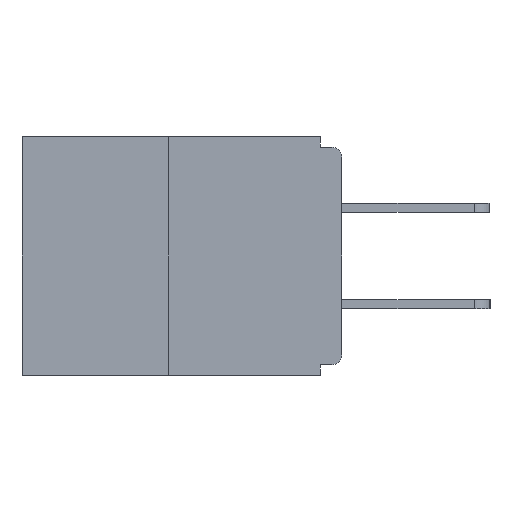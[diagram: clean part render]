
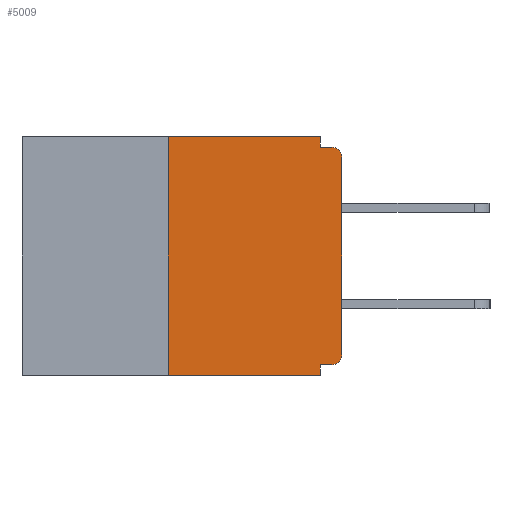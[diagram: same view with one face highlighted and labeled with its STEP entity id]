
A CAD part, left-side view. The second image highlights one B-rep face of the part: STEP entity #5009.
In plain terms, the highlighted planar face has unit normal (-1, 0, 0).
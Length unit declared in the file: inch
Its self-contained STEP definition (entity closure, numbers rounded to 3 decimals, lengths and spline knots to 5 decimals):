
#56 = VERTEX_POINT ( 'NONE', #9141 ) ;
#274 = ORIENTED_EDGE ( 'NONE', *, *, #2625, .T. ) ;
#294 = LINE ( 'NONE', #3708, #4552 ) ;
#346 = VERTEX_POINT ( 'NONE', #8733 ) ;
#747 = ORIENTED_EDGE ( 'NONE', *, *, #6781, .F. ) ;
#852 = VERTEX_POINT ( 'NONE', #7300 ) ;
#1216 = LINE ( 'NONE', #8091, #2354 ) ;
#1355 = CARTESIAN_POINT ( 'NONE',  ( 0., 0., -0.015 ) ) ;
#1567 = AXIS2_PLACEMENT_3D ( 'NONE', #9189, #3838, #10040 ) ;
#1617 = DIRECTION ( 'NONE',  ( 0., 0., -1. ) ) ;
#1759 = EDGE_CURVE ( 'NONE', #346, #5131, #1216, .T. ) ;
#2093 = VERTEX_POINT ( 'NONE', #2780 ) ;
#2298 = CARTESIAN_POINT ( 'NONE',  ( 0., 0.031, -0.015 ) ) ;
#2354 = VECTOR ( 'NONE', #5515, 39.37008 ) ;
#2452 = EDGE_CURVE ( 'NONE', #6400, #8571, #2795, .T. ) ;
#2578 = DIRECTION ( 'NONE',  ( 0., 0., 1. ) ) ;
#2618 = CARTESIAN_POINT ( 'NONE',  ( 0., 0.031, 0. ) ) ;
#2625 = EDGE_CURVE ( 'NONE', #6400, #5131, #4689, .T. ) ;
#2675 = CARTESIAN_POINT ( 'NONE',  ( 0., 0., -0.03 ) ) ;
#2780 = CARTESIAN_POINT ( 'NONE',  ( 0., 0.031, 0. ) ) ;
#2795 = LINE ( 'NONE', #9709, #9398 ) ;
#2950 = DIRECTION ( 'NONE',  ( 1., 0., 0. ) ) ;
#3086 = CARTESIAN_POINT ( 'NONE',  ( 0., 0.46, -0.343 ) ) ;
#3258 = CIRCLE ( 'NONE', #9564, 0.015 ) ;
#3335 = CIRCLE ( 'NONE', #1567, 0.015 ) ;
#3602 = VERTEX_POINT ( 'NONE', #8902 ) ;
#3708 = CARTESIAN_POINT ( 'NONE',  ( 0., 0.46, 0. ) ) ;
#3777 = CARTESIAN_POINT ( 'NONE',  ( 0., 0.46, 0. ) ) ;
#3838 = DIRECTION ( 'NONE',  ( -1., 0., 0. ) ) ;
#4041 = ORIENTED_EDGE ( 'NONE', *, *, #1759, .F. ) ;
#4056 = CARTESIAN_POINT ( 'NONE',  ( 0., 0.25, 0. ) ) ;
#4552 = VECTOR ( 'NONE', #7382, 39.37008 ) ;
#4603 = LINE ( 'NONE', #8075, #5822 ) ;
#4689 = LINE ( 'NONE', #3086, #5867 ) ;
#4858 = DIRECTION ( 'NONE',  ( 0., -1., 0. ) ) ;
#4900 = FACE_OUTER_BOUND ( 'NONE', #6244, .T. ) ;
#4946 = ORIENTED_EDGE ( 'NONE', *, *, #7307, .F. ) ;
#5009 = ADVANCED_FACE ( 'NONE', ( #4900 ), #8367, .F. ) ;
#5124 = ORIENTED_EDGE ( 'NONE', *, *, #8150, .F. ) ;
#5131 = VERTEX_POINT ( 'NONE', #5668 ) ;
#5415 = DIRECTION ( 'NONE',  ( 0., -1., 0. ) ) ;
#5451 = DIRECTION ( 'NONE',  ( 0., 0., -1. ) ) ;
#5515 = DIRECTION ( 'NONE',  ( 0., 0., -1. ) ) ;
#5607 = ORIENTED_EDGE ( 'NONE', *, *, #7410, .T. ) ;
#5668 = CARTESIAN_POINT ( 'NONE',  ( 0., 0.031, -0.343 ) ) ;
#5820 = ORIENTED_EDGE ( 'NONE', *, *, #2452, .F. ) ;
#5822 = VECTOR ( 'NONE', #8196, 39.37008 ) ;
#5827 = EDGE_CURVE ( 'NONE', #56, #852, #3258, .T. ) ;
#5867 = VECTOR ( 'NONE', #5415, 39.37008 ) ;
#6244 = EDGE_LOOP ( 'NONE', ( #4946, #5820, #274, #4041, #6679, #6568, #5607, #7303, #5124, #747 ) ) ;
#6269 = DIRECTION ( 'NONE',  ( 0., 0., -1. ) ) ;
#6400 = VERTEX_POINT ( 'NONE', #9978 ) ;
#6470 = EDGE_CURVE ( 'NONE', #56, #346, #8251, .T. ) ;
#6568 = ORIENTED_EDGE ( 'NONE', *, *, #5827, .T. ) ;
#6679 = ORIENTED_EDGE ( 'NONE', *, *, #6470, .F. ) ;
#6781 = EDGE_CURVE ( 'NONE', #2093, #9813, #10614, .T. ) ;
#6928 = EDGE_CURVE ( 'NONE', #9568, #3602, #3335, .T. ) ;
#7151 = CARTESIAN_POINT ( 'NONE',  ( 0., 0., -0.328 ) ) ;
#7300 = CARTESIAN_POINT ( 'NONE',  ( 0., 0., -0.313 ) ) ;
#7303 = ORIENTED_EDGE ( 'NONE', *, *, #6928, .T. ) ;
#7307 = EDGE_CURVE ( 'NONE', #8571, #2093, #294, .T. ) ;
#7382 = DIRECTION ( 'NONE',  ( 0., -1., 0. ) ) ;
#7410 = EDGE_CURVE ( 'NONE', #852, #9568, #4603, .T. ) ;
#8075 = CARTESIAN_POINT ( 'NONE',  ( 0., 0., 0. ) ) ;
#8091 = CARTESIAN_POINT ( 'NONE',  ( 0., 0.031, -0.343 ) ) ;
#8150 = EDGE_CURVE ( 'NONE', #9813, #3602, #8156, .T. ) ;
#8156 = LINE ( 'NONE', #1355, #9585 ) ;
#8196 = DIRECTION ( 'NONE',  ( 0., 0., 1. ) ) ;
#8251 = LINE ( 'NONE', #7151, #9035 ) ;
#8272 = AXIS2_PLACEMENT_3D ( 'NONE', #3777, #2950, #5451 ) ;
#8367 = PLANE ( 'NONE',  #8272 ) ;
#8571 = VERTEX_POINT ( 'NONE', #4056 ) ;
#8733 = CARTESIAN_POINT ( 'NONE',  ( 0., 0.031, -0.328 ) ) ;
#8902 = CARTESIAN_POINT ( 'NONE',  ( 0., 0.015, -0.015 ) ) ;
#9035 = VECTOR ( 'NONE', #10664, 39.37008 ) ;
#9141 = CARTESIAN_POINT ( 'NONE',  ( 0., 0.015, -0.328 ) ) ;
#9189 = CARTESIAN_POINT ( 'NONE',  ( 0., 0.015, -0.03 ) ) ;
#9349 = DIRECTION ( 'NONE',  ( -1., 0., 0. ) ) ;
#9398 = VECTOR ( 'NONE', #2578, 39.37008 ) ;
#9564 = AXIS2_PLACEMENT_3D ( 'NONE', #11077, #9349, #1617 ) ;
#9568 = VERTEX_POINT ( 'NONE', #2675 ) ;
#9585 = VECTOR ( 'NONE', #4858, 39.37008 ) ;
#9709 = CARTESIAN_POINT ( 'NONE',  ( 0., 0.25, 0. ) ) ;
#9813 = VERTEX_POINT ( 'NONE', #2298 ) ;
#9978 = CARTESIAN_POINT ( 'NONE',  ( 0., 0.25, -0.343 ) ) ;
#10040 = DIRECTION ( 'NONE',  ( 0., 0., -1. ) ) ;
#10586 = VECTOR ( 'NONE', #6269, 39.37008 ) ;
#10614 = LINE ( 'NONE', #2618, #10586 ) ;
#10664 = DIRECTION ( 'NONE',  ( 0., 1., 0. ) ) ;
#11077 = CARTESIAN_POINT ( 'NONE',  ( 0., 0.015, -0.313 ) ) ;
